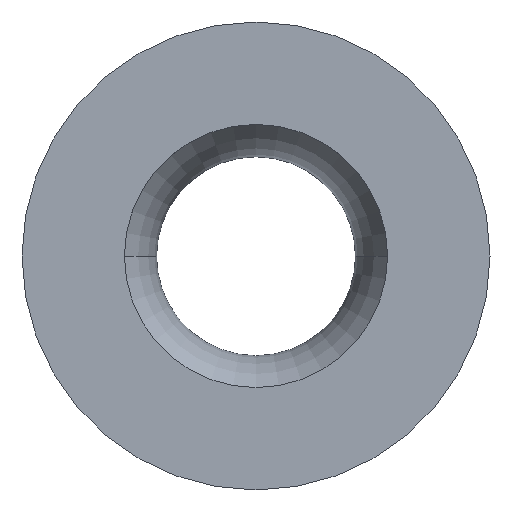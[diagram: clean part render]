
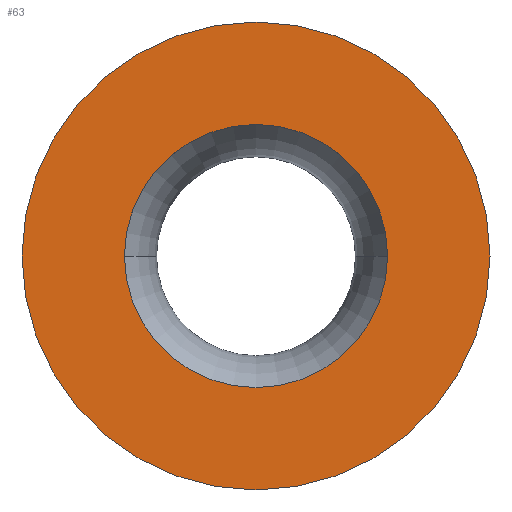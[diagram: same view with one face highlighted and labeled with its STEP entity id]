
A CAD part, top view. The second image highlights one B-rep face of the part: STEP entity #63.
In plain terms, the highlighted planar face has unit normal (0, 0, 1).
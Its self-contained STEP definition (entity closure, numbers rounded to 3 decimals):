
#63=ADVANCED_FACE('',(#75,#76),#73,.T.);
#73=PLANE('',#227);
#75=FACE_BOUND('',#79,.T.);
#76=FACE_BOUND('',#80,.T.);
#79=EDGE_LOOP('',(#91,#92));
#80=EDGE_LOOP('',(#93,#94));
#91=ORIENTED_EDGE('',*,*,#143,.F.);
#92=ORIENTED_EDGE('',*,*,#144,.F.);
#93=ORIENTED_EDGE('',*,*,#145,.F.);
#94=ORIENTED_EDGE('',*,*,#146,.F.);
#131=VERTEX_POINT('',#322);
#132=VERTEX_POINT('',#323);
#133=VERTEX_POINT('',#326);
#134=VERTEX_POINT('',#327);
#143=EDGE_CURVE('',#131,#132,#179,.T.);
#144=EDGE_CURVE('',#132,#131,#180,.T.);
#145=EDGE_CURVE('',#133,#134,#181,.T.);
#146=EDGE_CURVE('',#134,#133,#182,.T.);
#179=CIRCLE('',#223,4.);
#180=CIRCLE('',#224,4.);
#181=CIRCLE('',#225,2.25);
#182=CIRCLE('',#226,2.25);
#223=AXIS2_PLACEMENT_3D('',#321,#259,#260);
#224=AXIS2_PLACEMENT_3D('',#324,#261,#262);
#225=AXIS2_PLACEMENT_3D('',#325,#263,#264);
#226=AXIS2_PLACEMENT_3D('',#328,#265,#266);
#227=AXIS2_PLACEMENT_3D('',#329,#267,#268);
#259=DIRECTION('',(0.,0.,-1.));
#260=DIRECTION('',(1.,0.,0.));
#261=DIRECTION('',(0.,0.,-1.));
#262=DIRECTION('',(-1.,0.,0.));
#263=DIRECTION('',(0.,0.,1.));
#264=DIRECTION('',(1.,0.,0.));
#265=DIRECTION('',(0.,0.,1.));
#266=DIRECTION('',(-1.,0.,0.));
#267=DIRECTION('',(0.,0.,1.));
#268=DIRECTION('',(-1.,0.,0.));
#321=CARTESIAN_POINT('',(0.,0.,0.));
#322=CARTESIAN_POINT('',(4.,0.,0.));
#323=CARTESIAN_POINT('',(-4.,0.,0.));
#324=CARTESIAN_POINT('',(0.,0.,0.));
#325=CARTESIAN_POINT('',(0.,0.,0.));
#326=CARTESIAN_POINT('',(2.25,0.,0.));
#327=CARTESIAN_POINT('',(-2.25,0.,0.));
#328=CARTESIAN_POINT('',(0.,0.,0.));
#329=CARTESIAN_POINT('',(0.,0.,0.));
